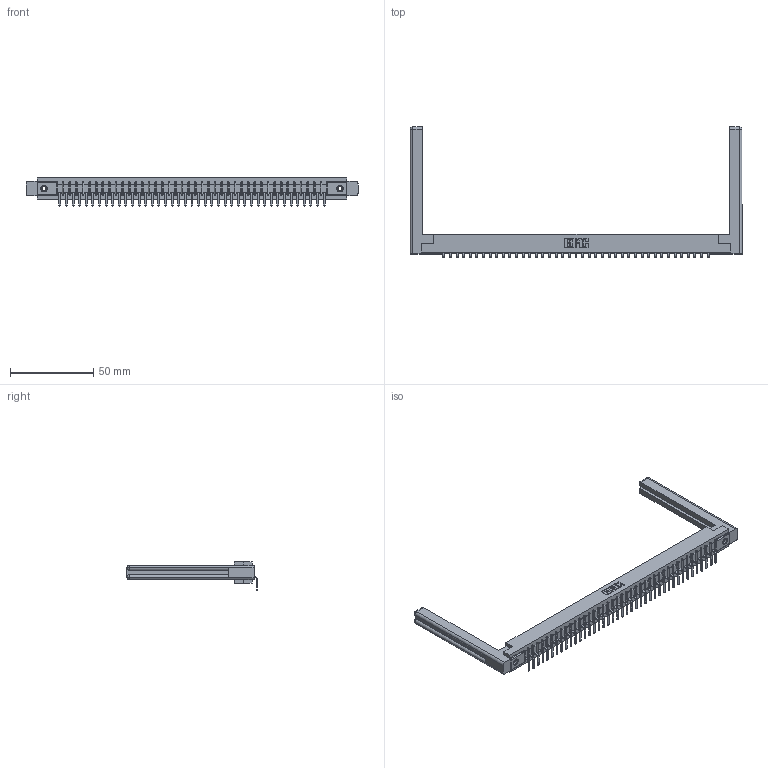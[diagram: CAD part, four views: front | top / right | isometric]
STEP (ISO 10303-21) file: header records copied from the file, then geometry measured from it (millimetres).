
FILE_DESCRIPTION (( 'STEP AP203' ), '1' );
FILE_NAME ('357-041-559-158.STEP', '2022-07-12T19:47:35', ( '' ), ( '' ), 'SwSTEP 2.0', 'SolidWorks 2020', '' );
FILE_SCHEMA (( 'CONFIG_CONTROL_DESIGN' ));
Length unit declared in the file: inch
Products named in the file (5): 307-220-058; 307 Part_.156 Dia Mounting Holes; 345-250-001_345-250-001-102; 357-041-559-158; 307-290-001_558 559 - 1 (Single)
Assembly tree (46 placements, depth 2):
  357-041-559-158
    307 Part_.156 Dia Mounting Holes
    307-290-001_558 559 - 1 (Single)  x41
    307-220-058  x2
    345-250-001_345-250-001-102  x2
Bounding box: 199.09 x 78.02 x 16.8 mm (x, y, z)
Volume: 27848 mm3; surface area: 27170.8 mm2
Topology: 46 solids, 46 shells, 2762 faces, 7811 edges, 5026 vertices
Faces by surface type: plane 1753, cylinder 901, sphere 84, torus 12, cone 12
Entity records: 38009 total; most frequent: CARTESIAN_POINT 6411, ORIENTED_EDGE 6336, DIRECTION 6196, EDGE_CURVE 3168, LINE 2426, VECTOR 2426, VERTEX_POINT 2046, AXIS2_PLACEMENT_3D 1885
